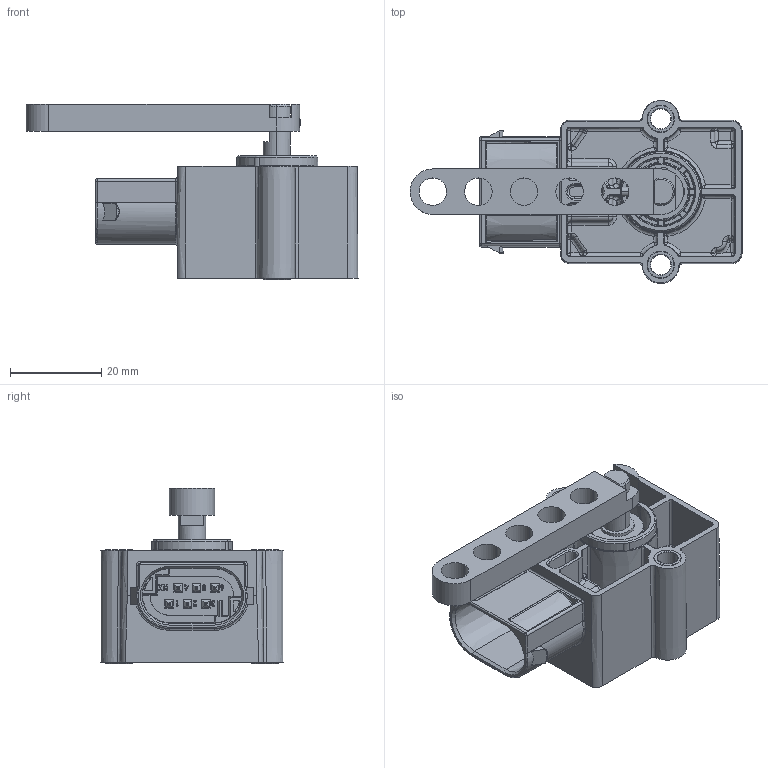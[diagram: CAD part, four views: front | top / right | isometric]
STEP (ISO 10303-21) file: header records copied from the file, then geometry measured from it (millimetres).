
FILE_DESCRIPTION (( 'STEP AP214' ), '1' );
FILE_NAME ('RSA-3200_mit Hebel.STEP', '2020-05-07T14:47:31', ( '' ), ( '' ), 'SwSTEP 2.0', 'SolidWorks 2017', '' );
FILE_SCHEMA (( 'AUTOMOTIVE_DESIGN' ));
Length unit declared in the file: millimetre
Products named in the file (1): RSA-3200_mit Hebel
Bounding box: 72.81 x 40.14 x 38.55 mm (x, y, z)
Volume: 26505.4 mm3; surface area: 16410.2 mm2
Topology: 2 solids, 15 shells, 1100 faces, 2686 edges, 1582 vertices
Faces by surface type: plane 433, cylinder 280, bspline 197, cone 114, torus 54, sphere 22
Entity records: 53886 total; most frequent: CARTESIAN_POINT 18332, ORIENTED_EDGE 5246, DIRECTION 4309, EDGE_CURVE 2623, VERTEX_POINT 1580, AXIS2_PLACEMENT_3D 1486, VECTOR 1337, LINE 1337
